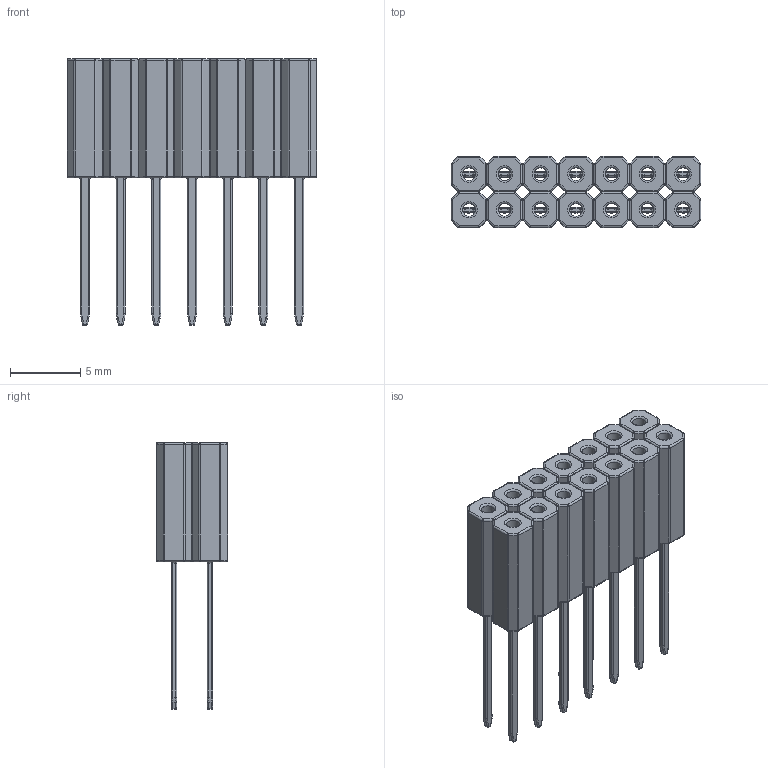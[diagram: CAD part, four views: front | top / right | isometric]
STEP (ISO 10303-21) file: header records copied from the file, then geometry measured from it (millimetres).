
FILE_DESCRIPTION(('FreeCAD Model'),'2;1');
FILE_NAME('Open CASCADE Shape Model','2023-06-26T09:08:31',(''),(''), 'Open CASCADE STEP processor 7.6','FreeCAD','Unknown');
FILE_SCHEMA(('AUTOMOTIVE_DESIGN { 1 0 10303 214 1 1 1 1 }'));
Length unit declared in the file: millimetre
Products named in the file (5): StackHead; Shroud; Shroud_SinglePin; Pins; Pins_SinglePin
Assembly tree (30 placements, depth 3):
  StackHead
    Shroud
      Shroud_SinglePin  x14
    Pins
      Pins_SinglePin  x14
Bounding box: 17.78 x 5.08 x 19 mm (x, y, z)
Volume: 636.8 mm3; surface area: 2494.1 mm2
Topology: 28 solids, 28 shells, 2044 faces, 4718 edges, 2282 vertices
Faces by surface type: cylinder 938, plane 476, sphere 448, torus 182
Full cylindrical faces by diameter (mm): 0.919 x14
Entity records: 8082 total; most frequent: DIRECTION 1418, CARTESIAN_POINT 1273, LINE 745, VECTOR 745, ORIENTED_EDGE 610, PCURVE 610, DEFINITIONAL_REPRESENTATION 610, AXIS2_PLACEMENT_3D 329
